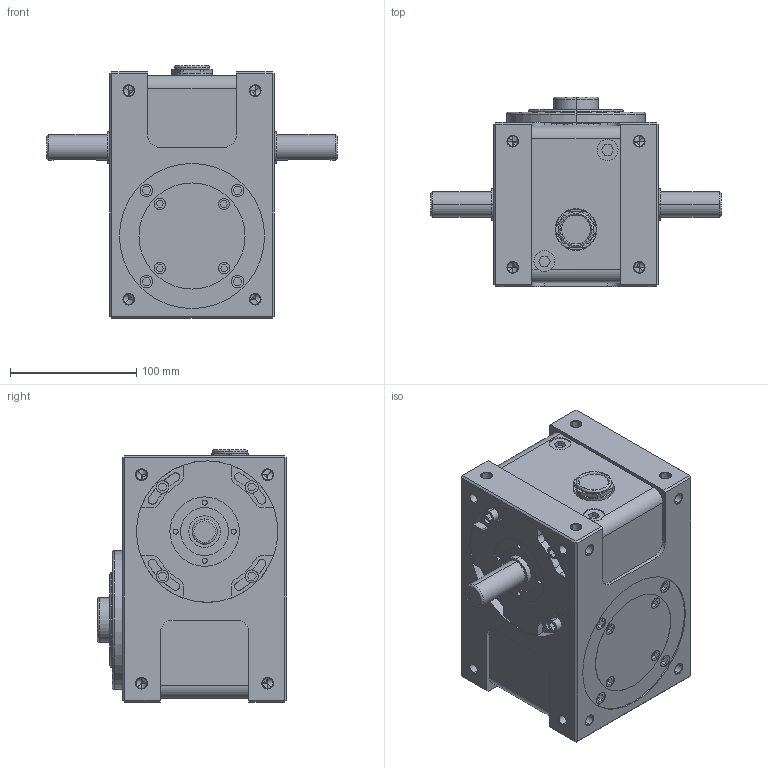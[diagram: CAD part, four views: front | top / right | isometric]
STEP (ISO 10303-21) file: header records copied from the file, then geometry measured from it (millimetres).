
FILE_DESCRIPTION (( 'STEP AP203' ), '1' );
FILE_NAME ('7DF標準(雙頭圓鍵&鋁殼油鏡).STEP', '2025-05-21T01:05:37', ( '' ), ( '' ), 'SwSTEP 2.0', 'SolidWorks 2018', '' );
FILE_SCHEMA (( 'CONFIG_CONTROL_DESIGN' ));
Length unit declared in the file: millimetre
Products named in the file (1): 7DF標準(雙頭圓鍵&鋁殼油鏡)
Bounding box: 230 x 150 x 199.7 mm (x, y, z)
Volume: 3227098.7 mm3; surface area: 170188.9 mm2
Topology: 1 solids, 1 shells, 645 faces, 1609 edges, 1002 vertices
Faces by surface type: plane 290, cylinder 236, cone 96, torus 14, bspline 9
Entity records: 19928 total; most frequent: CARTESIAN_POINT 4173, DIRECTION 3409, ORIENTED_EDGE 3194, EDGE_CURVE 1597, AXIS2_PLACEMENT_3D 1266, VERTEX_POINT 1002, LINE 877, VECTOR 877
